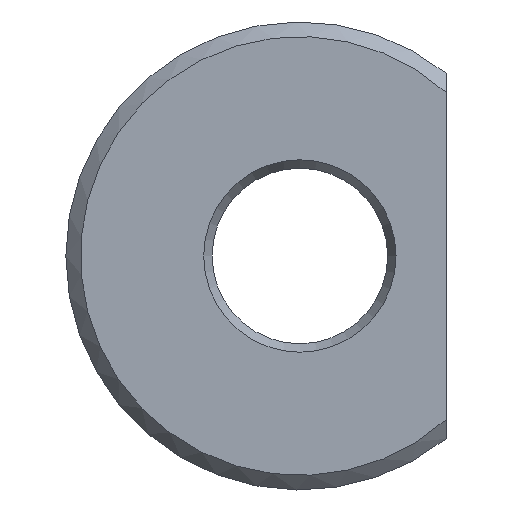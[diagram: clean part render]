
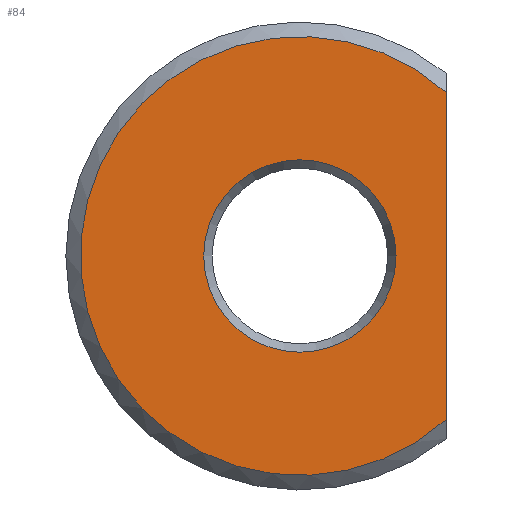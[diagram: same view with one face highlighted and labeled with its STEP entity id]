
A CAD part, left-side view. The second image highlights one B-rep face of the part: STEP entity #84.
In plain terms, the highlighted planar face has unit normal (-1, 0, 0).
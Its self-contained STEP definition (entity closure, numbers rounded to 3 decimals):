
#84=ADVANCED_FACE('',(#161,#162),#163,.F.);
#161=FACE_BOUND('',#228,.T.);
#162=FACE_OUTER_BOUND('',#229,.T.);
#163=PLANE('',#230);
#228=EDGE_LOOP('',(#336));
#229=EDGE_LOOP('',(#337,#338));
#230=AXIS2_PLACEMENT_3D('',#339,#340,#341);
#336=ORIENTED_EDGE('',*,*,#352,.T.);
#337=ORIENTED_EDGE('',*,*,#363,.F.);
#338=ORIENTED_EDGE('',*,*,#386,.T.);
#339=CARTESIAN_POINT('',(0.0,5.5,0.0));
#340=DIRECTION('',(1.0,0.0,0.0));
#341=DIRECTION('',(0.0,0.0,-1.0));
#352=EDGE_CURVE('',#394,#394,#395,.T.);
#363=EDGE_CURVE('',#414,#416,#417,.T.);
#386=EDGE_CURVE('',#414,#416,#447,.F.);
#394=VERTEX_POINT('',#456);
#395=CIRCLE('',#457,3.289);
#414=VERTEX_POINT('',#495);
#416=VERTEX_POINT('',#500);
#417=LINE('',#501,#502);
#447=CIRCLE('',#535,7.5);
#456=CARTESIAN_POINT('',(0.0,0.0,-3.289));
#457=AXIS2_PLACEMENT_3D('',#543,#544,#545);
#495=CARTESIAN_POINT('',(0.0,-5.0,5.59));
#500=CARTESIAN_POINT('',(0.0,-5.0,-5.59));
#501=CARTESIAN_POINT('',(0.0,-5.0,0.0));
#502=VECTOR('',#553,1.0);
#535=AXIS2_PLACEMENT_3D('',#587,#588,#589);
#543=CARTESIAN_POINT('',(0.0,0.0,0.0));
#544=DIRECTION('',(1.0,0.0,0.0));
#545=DIRECTION('',(0.0,0.0,-1.0));
#553=DIRECTION('',(0.0,0.,-1.0));
#587=CARTESIAN_POINT('',(0.0,0.0,0.0));
#588=DIRECTION('',(1.0,0.0,0.0));
#589=DIRECTION('',(0.0,0.0,-1.0));
